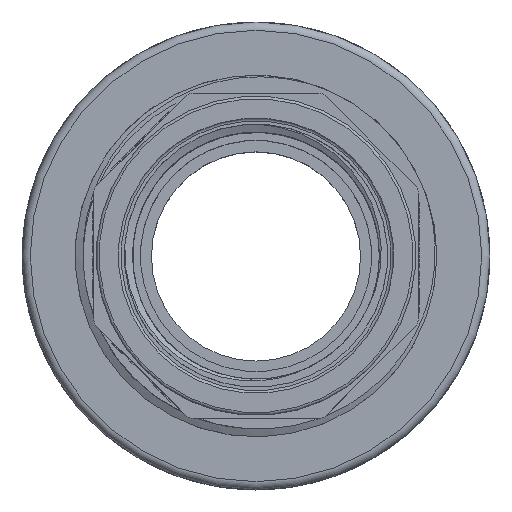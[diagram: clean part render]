
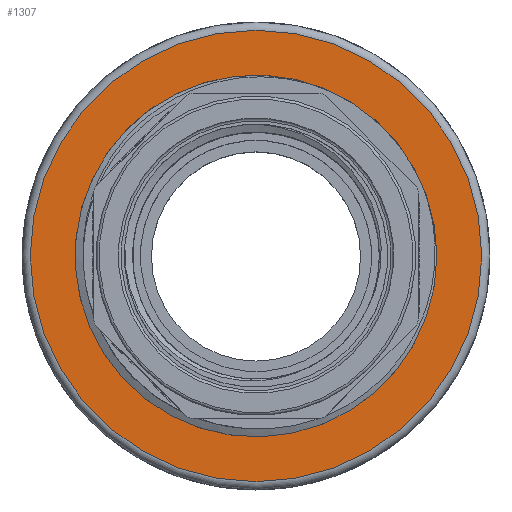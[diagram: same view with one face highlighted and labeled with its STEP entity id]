
A CAD part, top view. The second image highlights one B-rep face of the part: STEP entity #1307.
In plain terms, the highlighted planar face has unit normal (0, 0, 1).
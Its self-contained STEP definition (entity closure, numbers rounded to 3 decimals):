
#1307=ADVANCED_FACE('',(#4672,#4673),#2158,.T.);
#2158=PLANE('',#15905);
#4446=CIRCLE('',#15903,41.);
#4447=CIRCLE('',#15904,32.855);
#4672=FACE_BOUND('',#4874,.T.);
#4673=FACE_BOUND('',#4875,.T.);
#4874=EDGE_LOOP('',(#6329));
#4875=EDGE_LOOP('',(#6330));
#6329=ORIENTED_EDGE('',*,*,#12500,.T.);
#6330=ORIENTED_EDGE('',*,*,#12501,.T.);
#10900=VERTEX_POINT('',#22488);
#10901=VERTEX_POINT('',#22490);
#12500=EDGE_CURVE('',#10900,#10900,#4446,.T.);
#12501=EDGE_CURVE('',#10901,#10901,#4447,.T.);
#15903=AXIS2_PLACEMENT_3D('',#22487,#17142,#17143);
#15904=AXIS2_PLACEMENT_3D('',#22489,#17144,#17145);
#15905=AXIS2_PLACEMENT_3D('',#22491,#17146,#17147);
#17142=DIRECTION('',(0.,0.,1.));
#17143=DIRECTION('',(1.,0.,0.));
#17144=DIRECTION('',(0.,0.,-1.));
#17145=DIRECTION('',(1.,0.,0.));
#17146=DIRECTION('',(0.,0.,1.));
#17147=DIRECTION('',(1.,0.,0.));
#22487=CARTESIAN_POINT('',(358.,0.,30.22));
#22488=CARTESIAN_POINT('',(399.,0.,30.22));
#22489=CARTESIAN_POINT('',(358.,0.,30.22));
#22490=CARTESIAN_POINT('',(390.855,0.,30.22));
#22491=CARTESIAN_POINT('',(358.,0.,30.22));
